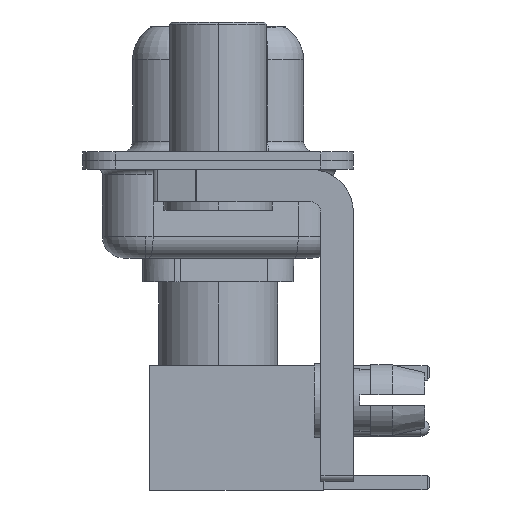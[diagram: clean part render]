
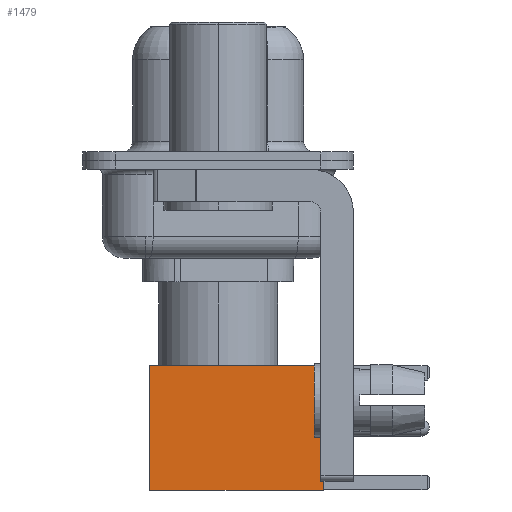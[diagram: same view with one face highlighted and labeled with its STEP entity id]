
A CAD part, left-side view. The second image highlights one B-rep face of the part: STEP entity #1479.
In plain terms, the highlighted face is planar.
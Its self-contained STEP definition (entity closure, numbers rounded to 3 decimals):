
#252 = LINE ( 'NONE', #9928, #7531 ) ;
#373 = LINE ( 'NONE', #6861, #18526 ) ;
#1479 = ADVANCED_FACE ( 'NONE', ( #4819 ), #16446, .T. ) ;
#1589 = ORIENTED_EDGE ( 'NONE', *, *, #12371, .T. ) ;
#2088 = VECTOR ( 'NONE', #10812, 1000. ) ;
#3025 = VERTEX_POINT ( 'NONE', #8049 ) ;
#3875 = CARTESIAN_POINT ( 'NONE',  ( 2.875, 2.875, 0. ) ) ;
#4215 = VERTEX_POINT ( 'NONE', #10506 ) ;
#4819 = FACE_OUTER_BOUND ( 'NONE', #10330, .T. ) ;
#4927 = DIRECTION ( 'NONE',  ( 0., 1., 0. ) ) ;
#5798 = CARTESIAN_POINT ( 'NONE',  ( 2.875, 2.875, 0. ) ) ;
#6109 = LINE ( 'NONE', #5798, #2088 ) ;
#6861 = CARTESIAN_POINT ( 'NONE',  ( -2.875, 2.875, 0. ) ) ;
#7531 = VECTOR ( 'NONE', #9520, 1000. ) ;
#8049 = CARTESIAN_POINT ( 'NONE',  ( -2.875, 2.875, 8. ) ) ;
#9520 = DIRECTION ( 'NONE',  ( -1., 0., 0. ) ) ;
#9868 = AXIS2_PLACEMENT_3D ( 'NONE', #14639, #4927, #11525 ) ;
#9928 = CARTESIAN_POINT ( 'NONE',  ( 0., 2.875, 8. ) ) ;
#10008 = ORIENTED_EDGE ( 'NONE', *, *, #21009, .F. ) ;
#10137 = CARTESIAN_POINT ( 'NONE',  ( 0., 2.875, 0. ) ) ;
#10330 = EDGE_LOOP ( 'NONE', ( #20706, #1589, #10008, #11541 ) ) ;
#10506 = CARTESIAN_POINT ( 'NONE',  ( -2.875, 2.875, 0. ) ) ;
#10812 = DIRECTION ( 'NONE',  ( 0., 0., -1. ) ) ;
#11190 = VECTOR ( 'NONE', #18593, 1000. ) ;
#11525 = DIRECTION ( 'NONE',  ( 0., 0., 1. ) ) ;
#11541 = ORIENTED_EDGE ( 'NONE', *, *, #14593, .F. ) ;
#12371 = EDGE_CURVE ( 'NONE', #17831, #4215, #18273, .T. ) ;
#13369 = DIRECTION ( 'NONE',  ( 0., 0., -1. ) ) ;
#14541 = EDGE_CURVE ( 'NONE', #16048, #17831, #6109, .T. ) ;
#14593 = EDGE_CURVE ( 'NONE', #16048, #3025, #252, .T. ) ;
#14639 = CARTESIAN_POINT ( 'NONE',  ( 2.875, 2.875, 0. ) ) ;
#16048 = VERTEX_POINT ( 'NONE', #17443 ) ;
#16446 = PLANE ( 'NONE',  #9868 ) ;
#17443 = CARTESIAN_POINT ( 'NONE',  ( 2.875, 2.875, 8. ) ) ;
#17831 = VERTEX_POINT ( 'NONE', #3875 ) ;
#18273 = LINE ( 'NONE', #10137, #11190 ) ;
#18526 = VECTOR ( 'NONE', #13369, 1000. ) ;
#18593 = DIRECTION ( 'NONE',  ( -1., 0., 0. ) ) ;
#20706 = ORIENTED_EDGE ( 'NONE', *, *, #14541, .T. ) ;
#21009 = EDGE_CURVE ( 'NONE', #3025, #4215, #373, .T. ) ;
